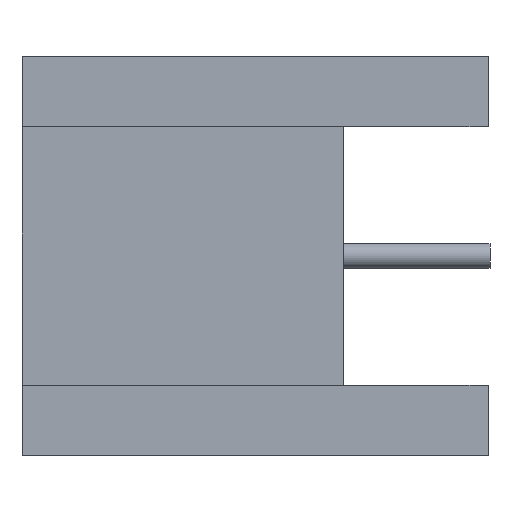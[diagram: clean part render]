
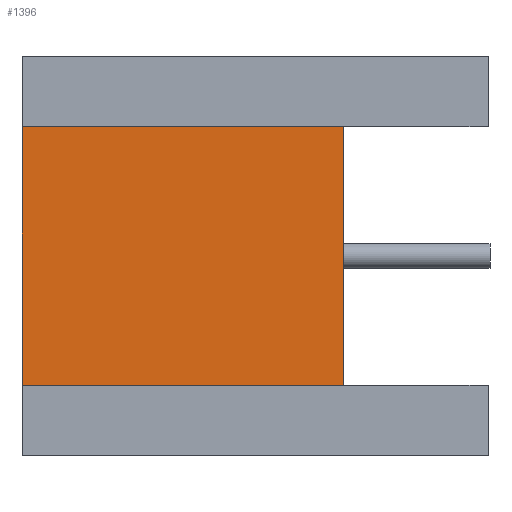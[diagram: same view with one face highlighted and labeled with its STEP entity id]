
A CAD part, front view. The second image highlights one B-rep face of the part: STEP entity #1396.
In plain terms, the highlighted face is planar.
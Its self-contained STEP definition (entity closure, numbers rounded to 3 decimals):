
#110 = CARTESIAN_POINT ( 'NONE',  ( 5.1, -2.05, -2.3 ) ) ;
#255 = DIRECTION ( 'NONE',  ( 0., 1., 0. ) ) ;
#371 = VECTOR ( 'NONE', #1065, 1000. ) ;
#542 = DIRECTION ( 'NONE',  ( 0., 0., -1. ) ) ;
#600 = VECTOR ( 'NONE', #2823, 1000. ) ;
#790 = VECTOR ( 'NONE', #1186, 1000. ) ;
#792 = LINE ( 'NONE', #1177, #790 ) ;
#890 = FACE_OUTER_BOUND ( 'NONE', #3698, .T. ) ;
#1053 = DIRECTION ( 'NONE',  ( 1., 0., 0. ) ) ;
#1056 = AXIS2_PLACEMENT_3D ( 'NONE', #1760, #542, #255 ) ;
#1065 = DIRECTION ( 'NONE',  ( 1., 0., 0. ) ) ;
#1177 = CARTESIAN_POINT ( 'NONE',  ( 5.1, -2.05, -2.3 ) ) ;
#1186 = DIRECTION ( 'NONE',  ( 0., 1., 0. ) ) ;
#1222 = CARTESIAN_POINT ( 'NONE',  ( 0., -2.05, -2.3 ) ) ;
#1396 = ADVANCED_FACE ( 'NONE', ( #890 ), #2340, .T. ) ;
#1707 = LINE ( 'NONE', #1868, #600 ) ;
#1712 = EDGE_CURVE ( 'NONE', #3583, #3024, #1707, .T. ) ;
#1760 = CARTESIAN_POINT ( 'NONE',  ( -4.9, -2.05, -2.3 ) ) ;
#1866 = VERTEX_POINT ( 'NONE', #110 ) ;
#1868 = CARTESIAN_POINT ( 'NONE',  ( 0., 0., -2.3 ) ) ;
#1920 = EDGE_CURVE ( 'NONE', #3024, #2597, #2957, .T. ) ;
#1927 = ORIENTED_EDGE ( 'NONE', *, *, #1920, .T. ) ;
#2057 = ORIENTED_EDGE ( 'NONE', *, *, #3543, .F. ) ;
#2093 = VECTOR ( 'NONE', #1053, 1000. ) ;
#2186 = CARTESIAN_POINT ( 'NONE',  ( -4.9, -2.05, -2.3 ) ) ;
#2257 = CARTESIAN_POINT ( 'NONE',  ( -4.9, 2.05, -2.3 ) ) ;
#2340 = PLANE ( 'NONE',  #1056 ) ;
#2394 = ORIENTED_EDGE ( 'NONE', *, *, #1712, .T. ) ;
#2597 = VERTEX_POINT ( 'NONE', #3370 ) ;
#2823 = DIRECTION ( 'NONE',  ( 0., 1., 0. ) ) ;
#2957 = LINE ( 'NONE', #2257, #371 ) ;
#3024 = VERTEX_POINT ( 'NONE', #3377 ) ;
#3193 = LINE ( 'NONE', #2186, #2093 ) ;
#3218 = EDGE_CURVE ( 'NONE', #3583, #1866, #3193, .T. ) ;
#3338 = ORIENTED_EDGE ( 'NONE', *, *, #3218, .F. ) ;
#3370 = CARTESIAN_POINT ( 'NONE',  ( 5.1, 2.05, -2.3 ) ) ;
#3377 = CARTESIAN_POINT ( 'NONE',  ( 0., 2.05, -2.3 ) ) ;
#3543 = EDGE_CURVE ( 'NONE', #1866, #2597, #792, .T. ) ;
#3583 = VERTEX_POINT ( 'NONE', #1222 ) ;
#3698 = EDGE_LOOP ( 'NONE', ( #2394, #1927, #2057, #3338 ) ) ;
